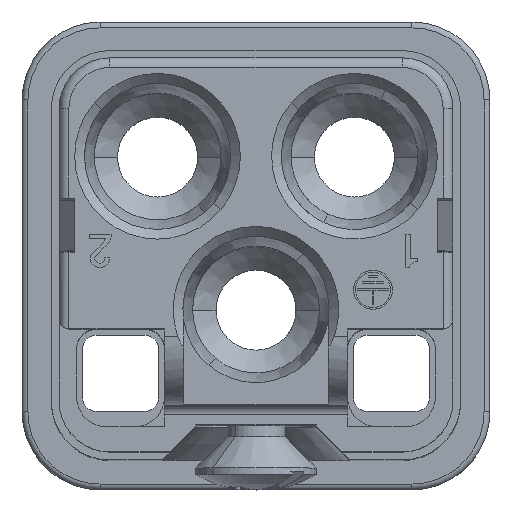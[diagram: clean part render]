
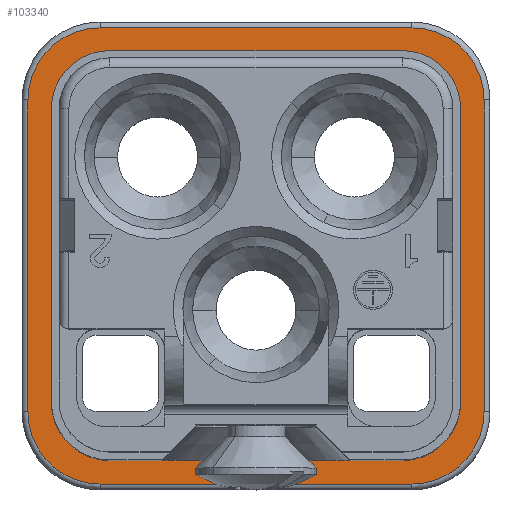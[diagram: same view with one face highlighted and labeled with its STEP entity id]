
A CAD part, top view. The second image highlights one B-rep face of the part: STEP entity #103340.
In plain terms, the highlighted planar face has unit normal (0, 0, 1).
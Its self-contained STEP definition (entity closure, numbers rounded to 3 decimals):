
#47950=CARTESIAN_POINT('',(37.784,41.289,25.65));
#47960=VERTEX_POINT('',#47950);
#47990=CARTESIAN_POINT('',(37.784,40.203,25.65))
;
#48000=DIRECTION('',(0.,-1.,0.));
#48010=VECTOR('',#48000,1.);
#48020=LINE('',#47990,#48010);
#48030=CARTESIAN_POINT('',(37.784,56.289,25.65));
#48040=VERTEX_POINT('',#48030);
#48050=EDGE_CURVE('',#48040,#47960,#48020,.T.);
#59150=CARTESIAN_POINT('',(59.984,56.789,
25.65));
#59160=VERTEX_POINT('',#59150);
#59250=CARTESIAN_POINT('',(59.984,40.789,
25.65));
#59260=VERTEX_POINT('',#59250);
#59290=CARTESIAN_POINT('',(59.984,58.149,
25.65));
#59300=DIRECTION('',(0.,1.,0.));
#59310=VECTOR('',#59300,1.);
#59320=LINE('',#59290,#59310);
#59330=EDGE_CURVE('',#59260,#59160,#59320,.T.);
#63370=CARTESIAN_POINT('',(56.284,37.089,
25.65));
#63380=VERTEX_POINT('',#63370);
#63470=CARTESIAN_POINT('',(40.284,37.089,
25.65));
#63480=VERTEX_POINT('',#63470);
#63510=CARTESIAN_POINT('',(46.815,37.089,
25.65));
#63520=DIRECTION('',(1.,0.,0.));
#63530=VECTOR('',#63520,1.);
#63540=LINE('',#63510,#63530);
#63550=EDGE_CURVE('',#63480,#63380,#63540,.T.);
#77440=CARTESIAN_POINT('',(40.784,38.289,25.65));
#77450=VERTEX_POINT('',#77440);
#77480=CARTESIAN_POINT('',(40.784,41.289,25.65));
#77490=DIRECTION('',(0.,0.,-1.));
#77500=DIRECTION('',(-1.,0.,0.));
#77510=AXIS2_PLACEMENT_3D('',#77480,#77490,#77500);
#77520=CIRCLE('',#77510,3.);
#77530=EDGE_CURVE('',#77450,#47960,#77520,.T.);
#77780=CARTESIAN_POINT('',(36.584,40.789,
25.65));
#77790=VERTEX_POINT('',#77780);
#77820=CARTESIAN_POINT('',(40.284,40.789,
25.65));
#77830=DIRECTION('',(0.,0.,-1.));
#77840=DIRECTION('',(-1.,0.,0.));
#77850=AXIS2_PLACEMENT_3D('',#77820,#77830,#77840);
#77860=CIRCLE('',#77850,3.7);
#77870=EDGE_CURVE('',#63480,#77790,#77860,.T.);
#84070=CARTESIAN_POINT('',(40.284,60.489,
25.65));
#84080=VERTEX_POINT('',#84070);
#84170=CARTESIAN_POINT('',(56.284,60.489,
25.65));
#84180=VERTEX_POINT('',#84170);
#84210=CARTESIAN_POINT('',(46.815,60.489,
25.65));
#84220=DIRECTION('',(-1.,0.,0.));
#84230=VECTOR('',#84220,1.);
#84240=LINE('',#84210,#84230);
#84250=EDGE_CURVE('',#84180,#84080,#84240,.T.);
#88770=CARTESIAN_POINT('',(40.784,56.289,25.65));
#88780=DIRECTION('',(0.,0.,1.));
#88790=DIRECTION('',(1.,0.,0.));
#88800=AXIS2_PLACEMENT_3D('',#88770,#88780,#88790);
#88810=CIRCLE('',#88800,3.);
#88820=CARTESIAN_POINT('',(40.784,59.289,25.65))
;
#88830=VERTEX_POINT('',#88820);
#88840=EDGE_CURVE('',#88830,#48040,#88810,.T.);
#97720=CARTESIAN_POINT('',(58.784,56.289,25.65))
;
#97730=VERTEX_POINT('',#97720);
#97770=CARTESIAN_POINT('',(55.784,59.289,25.65));
#97780=VERTEX_POINT('',#97770);
#97810=CARTESIAN_POINT('',(55.784,56.289,25.65));
#97820=DIRECTION('',(0.,0.,-1.));
#97830=DIRECTION('',(-1.,0.,0.));
#97840=AXIS2_PLACEMENT_3D('',#97810,#97820,#97830);
#97850=CIRCLE('',#97840,3.);
#97860=EDGE_CURVE('',#97780,#97730,#97850,.T.);
#98680=CARTESIAN_POINT('',(58.784,41.289,25.65));
#98690=VERTEX_POINT('',#98680);
#98740=CARTESIAN_POINT('',(58.784,40.203,25.65))
;
#98750=DIRECTION('',(0.,1.,0.));
#98760=VECTOR('',#98750,1.);
#98770=LINE('',#98740,#98760);
#98780=EDGE_CURVE('',#98690,#97730,#98770,.T.);
#99530=CARTESIAN_POINT('',(36.584,56.789,
25.65));
#99540=VERTEX_POINT('',#99530);
#99590=CARTESIAN_POINT('',(40.284,56.789,
25.65));
#99600=DIRECTION('',(0.,0.,-1.));
#99610=DIRECTION('',(-1.,0.,0.));
#99620=AXIS2_PLACEMENT_3D('',#99590,#99600,#99610);
#99630=CIRCLE('',#99620,3.7);
#99640=EDGE_CURVE('',#99540,#84080,#99630,.T.);
#102740=CARTESIAN_POINT('',(38.068,43.327,
25.65));
#102750=DIRECTION('',(0.,0.,-1.));
#102760=DIRECTION('',(-1.,0.,0.));
#102770=AXIS2_PLACEMENT_3D('',#102740,#102750,#102760);
#102780=PLANE('',#102770);
#102790=ORIENTED_EDGE('',*,*,#77530,.T.);
#102800=CARTESIAN_POINT('',(39.299,38.289,25.65)
);
#102810=DIRECTION('',(1.,0.,0.));
#102820=VECTOR('',#102810,1.);
#102830=LINE('',#102800,#102820);
#102840=CARTESIAN_POINT('',(55.784,38.289,25.65));
#102850=VERTEX_POINT('',#102840);
#102860=EDGE_CURVE('',#77450,#102850,#102830,.T.);
#102870=ORIENTED_EDGE('',*,*,#102860,.F.);
#102880=CARTESIAN_POINT('',(55.784,41.289,25.65));
#102890=DIRECTION('',(0.,0.,-1.));
#102900=DIRECTION('',(-1.,0.,0.));
#102910=AXIS2_PLACEMENT_3D('',#102880,#102890,#102900);
#102920=CIRCLE('',#102910,3.);
#102930=EDGE_CURVE('',#98690,#102850,#102920,.T.);
#102940=ORIENTED_EDGE('',*,*,#102930,.T.);
#102950=ORIENTED_EDGE('',*,*,#98780,.F.);
#102960=ORIENTED_EDGE('',*,*,#97860,.T.);
#102970=CARTESIAN_POINT('',(39.299,59.289,25.65)
);
#102980=DIRECTION('',(-1.,0.,0.));
#102990=VECTOR('',#102980,1.);
#103000=LINE('',#102970,#102990);
#103010=EDGE_CURVE('',#97780,#88830,#103000,.T.);
#103020=ORIENTED_EDGE('',*,*,#103010,.F.);
#103030=ORIENTED_EDGE('',*,*,#88840,.F.);
#103040=ORIENTED_EDGE('',*,*,#48050,.F.);
#103050=EDGE_LOOP('',(#103040,#103030,#103020,#102960,#102950,#102940,
#102870,#102790));
#103060=FACE_BOUND('',#103050,.T.);
#103070=CARTESIAN_POINT('',(56.284,40.789,
25.65));
#103080=DIRECTION('',(0.,0.,-1.));
#103090=DIRECTION('',(-1.,0.,0.));
#103100=AXIS2_PLACEMENT_3D('',#103070,#103080,#103090);
#103110=CIRCLE('',#103100,3.7);
#103120=EDGE_CURVE('',#59260,#63380,#103110,.T.);
#103130=ORIENTED_EDGE('',*,*,#103120,.F.);
#103140=ORIENTED_EDGE('',*,*,#63550,.T.);
#103150=ORIENTED_EDGE('',*,*,#77870,.F.);
#103160=CARTESIAN_POINT('',(36.584,58.149,
25.65));
#103170=DIRECTION('',(0.,-1.,0.));
#103180=VECTOR('',#103170,1.);
#103190=LINE('',#103160,#103180);
#103200=EDGE_CURVE('',#99540,#77790,#103190,.T.);
#103210=ORIENTED_EDGE('',*,*,#103200,.T.);
#103220=ORIENTED_EDGE('',*,*,#99640,.F.);
#103230=ORIENTED_EDGE('',*,*,#84250,.T.);
#103240=CARTESIAN_POINT('',(56.284,56.789,
25.65));
#103250=DIRECTION('',(0.,0.,-1.));
#103260=DIRECTION('',(-1.,0.,0.));
#103270=AXIS2_PLACEMENT_3D('',#103240,#103250,#103260);
#103280=CIRCLE('',#103270,3.7);
#103290=EDGE_CURVE('',#84180,#59160,#103280,.T.);
#103300=ORIENTED_EDGE('',*,*,#103290,.F.);
#103310=ORIENTED_EDGE('',*,*,#59330,.T.);
#103320=EDGE_LOOP('',(#103310,#103300,#103230,#103220,#103210,#103150,
#103140,#103130));
#103330=FACE_OUTER_BOUND('',#103320,.T.);
#103340=ADVANCED_FACE('',(#103060,#103330),#102780,.F.);
